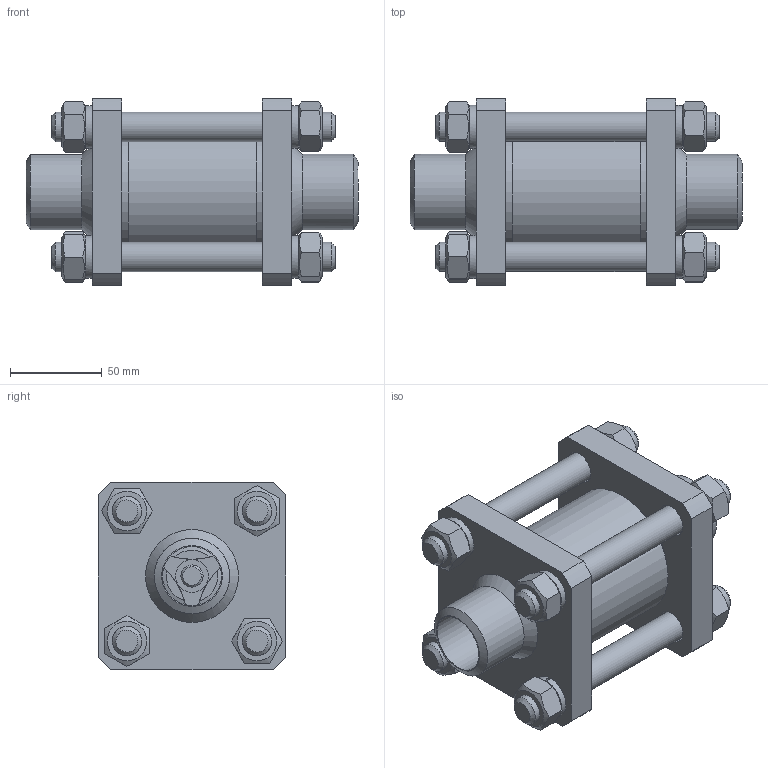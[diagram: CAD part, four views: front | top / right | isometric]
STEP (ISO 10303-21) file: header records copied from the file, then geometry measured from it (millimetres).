
FILE_DESCRIPTION((''),'2;1');
FILE_NAME('ФБ41 020 032 000.stp','2016-11-14T09:34:02',('destroyer'),(''),'Autodesk Inventor 2013','Autodesk Inventor 2013','');
FILE_SCHEMA(('AUTOMOTIVE_DESIGN { 1 0 10303 214 1 1 1 1 }'));
Length unit declared in the file: millimetre
Products named in the file (18): ФБ41 020 032 000; ФБ41 020 032 005; ФБ41 010 020 030исп3; ФБ41 010 020 030исп3_Сварные швы; ФБ41 010 020 033; ФБ41 020 032 032; ФБ41 020 032 001; ФБ41 020 032 004; ФБ41 020 025 003; ФБ41 020 032 020; ФБ41 020 032 020_Сварные швы; ФБ41 020 032 021; ФБ41 020 032 022; Пружина сжатия; Пружина сжатия1; ФБ39 210 050 003; Гайка ГОСТ 5915-70 M16; Шайба ГОСТ 6402-70 16 N
Assembly tree (36 placements, depth 3):
  ФБ41 020 032 000
    ФБ41 020 032 005
    ФБ41 010 020 030исп3  x2
      ФБ41 010 020 030исп3_Сварные швы
      ФБ41 010 020 033
      ФБ41 020 032 032
    ФБ41 020 032 001
    ФБ41 020 032 004  x2
    ФБ41 020 025 003
    ФБ41 020 032 020
      ФБ41 020 032 020_Сварные швы
      ФБ41 020 032 021
      ФБ41 020 032 022
    Пружина сжатия
      Пружина сжатия1
    ФБ39 210 050 003  x4
    Гайка ГОСТ 5915-70 M16  x8
    Шайба ГОСТ 6402-70 16 N  x8
Bounding box: 180.5 x 102 x 102 mm (x, y, z)
Volume: 668056.9 mm3; surface area: 209117.5 mm2
Topology: 37 solids, 37 shells, 366 faces, 832 edges, 566 vertices
Faces by surface type: plane 169, cylinder 100, cone 86, bspline 11
Full cylindrical faces by diameter (mm): 10 x3, 12 x3, 13.835 x8, 16 x4, 18 x12, 31 x1, 32 x2, 35 x1, 37 x2, 38 x1, 39 x2, 40 x1, 41 x4, 45 x1, 45.835 x1, 48 x3, 49 x4, 50 x3, 51 x4, 52 x1, 65 x4, 66 x2, 72 x1
Entity records: 6888 total; most frequent: CARTESIAN_POINT 2606, DIRECTION 886, ORIENTED_EDGE 566, AXIS2_PLACEMENT_3D 410, EDGE_LOOP 297, EDGE_CURVE 283, VERTEX_POINT 226, CIRCLE 188
